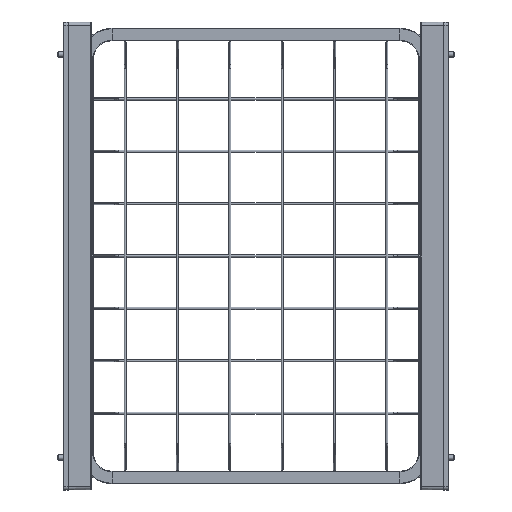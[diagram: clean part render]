
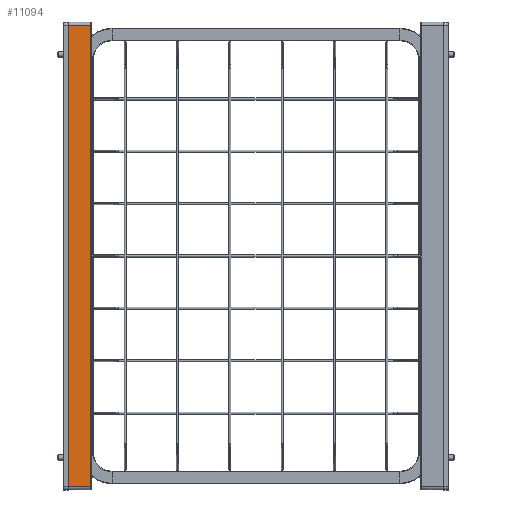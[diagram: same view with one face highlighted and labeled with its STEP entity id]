
A CAD part, front view. The second image highlights one B-rep face of the part: STEP entity #11094.
In plain terms, the highlighted planar face has unit normal (0.018, -1, 0).
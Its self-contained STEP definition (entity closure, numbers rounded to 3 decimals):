
#402 = ORIENTED_EDGE ( 'NONE', *, *, #5432, .T. ) ;
#2010 = ORIENTED_EDGE ( 'NONE', *, *, #6624, .T. ) ;
#2383 = EDGE_LOOP ( 'NONE', ( #2010, #5019, #8069, #402 ) ) ;
#2404 = LINE ( 'NONE', #2470, #6256 ) ;
#2470 = CARTESIAN_POINT ( 'NONE',  ( 7.745, -10.865, -220.365 ) ) ;
#2940 = EDGE_CURVE ( 'NONE', #11352, #8831, #7693, .T. ) ;
#3718 = VERTEX_POINT ( 'NONE', #8482 ) ;
#3899 = VECTOR ( 'NONE', #8404, 1000. ) ;
#4443 = CARTESIAN_POINT ( 'NONE',  ( 0., -11., 223.5 ) ) ;
#4516 = DIRECTION ( 'NONE',  ( 1., 0.017, 0. ) ) ;
#4662 = CARTESIAN_POINT ( 'NONE',  ( -0.052, -11.001, 220.501 ) ) ;
#4874 = DIRECTION ( 'NONE',  ( 0., 0., 1. ) ) ;
#5019 = ORIENTED_EDGE ( 'NONE', *, *, #2940, .T. ) ;
#5416 = DIRECTION ( 'NONE',  ( 0., 0., -1. ) ) ;
#5432 = EDGE_CURVE ( 'NONE', #3718, #11266, #6162, .T. ) ;
#5508 = LINE ( 'NONE', #4662, #3899 ) ;
#5561 = AXIS2_PLACEMENT_3D ( 'NONE', #7346, #10168, #4516 ) ;
#5784 = VECTOR ( 'NONE', #4874, 1000. ) ;
#6162 = LINE ( 'NONE', #4443, #7187 ) ;
#6256 = VECTOR ( 'NONE', #9043, 1000. ) ;
#6433 = EDGE_CURVE ( 'NONE', #8831, #3718, #5508, .T. ) ;
#6624 = EDGE_CURVE ( 'NONE', #11266, #11352, #2404, .T. ) ;
#6729 = CARTESIAN_POINT ( 'NONE',  ( 0., -11., -220.5 ) ) ;
#6776 = CARTESIAN_POINT ( 'NONE',  ( 21.509, -10.625, 220.116 ) ) ;
#7187 = VECTOR ( 'NONE', #5416, 1000. ) ;
#7346 = CARTESIAN_POINT ( 'NONE',  ( 0., -11., 223.5 ) ) ;
#7693 = LINE ( 'NONE', #6776, #5784 ) ;
#8069 = ORIENTED_EDGE ( 'NONE', *, *, #6433, .T. ) ;
#8404 = DIRECTION ( 'NONE',  ( -1., -0.017, 0.017 ) ) ;
#8482 = CARTESIAN_POINT ( 'NONE',  ( 0., -11., 220.5 ) ) ;
#8831 = VERTEX_POINT ( 'NONE', #9440 ) ;
#8932 = CARTESIAN_POINT ( 'NONE',  ( 21.509, -10.625, -220.125 ) ) ;
#9043 = DIRECTION ( 'NONE',  ( 1., 0.017, 0.017 ) ) ;
#9440 = CARTESIAN_POINT ( 'NONE',  ( 21.509, -10.625, 220.125 ) ) ;
#10168 = DIRECTION ( 'NONE',  ( 0.017, -1., 0. ) ) ;
#10287 = FACE_OUTER_BOUND ( 'NONE', #2383, .T. ) ;
#11094 = ADVANCED_FACE ( 'NONE', ( #10287 ), #12138, .T. ) ;
#11266 = VERTEX_POINT ( 'NONE', #6729 ) ;
#11352 = VERTEX_POINT ( 'NONE', #8932 ) ;
#12138 = PLANE ( 'NONE',  #5561 ) ;
